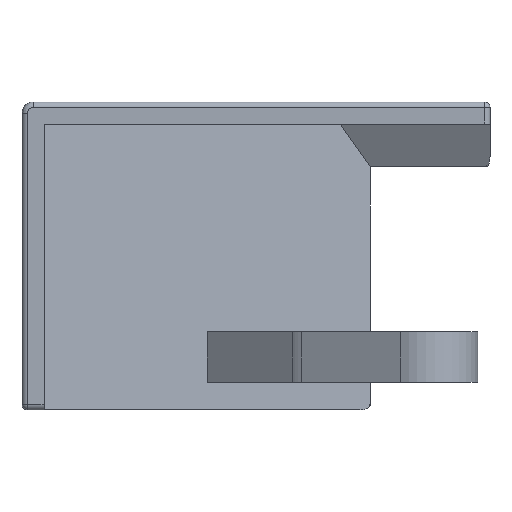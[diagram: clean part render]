
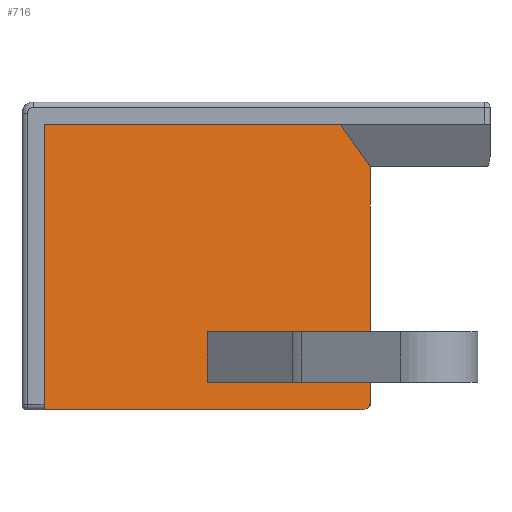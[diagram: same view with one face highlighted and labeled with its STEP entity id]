
A CAD part, left-side view. The second image highlights one B-rep face of the part: STEP entity #716.
In plain terms, the highlighted planar face has unit normal (-0.982, -0.188, 0).
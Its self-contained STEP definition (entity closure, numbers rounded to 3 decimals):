
#36=PLANE('',#811);
#42=ELLIPSE('',#760,0.985,0.5);
#90=FACE_OUTER_BOUND('',#137,.T.);
#137=EDGE_LOOP('',(#632,#633,#634,#635,#636,#637,#638,#639,#640,#641));
#148=LINE('',#1075,#209);
#169=LINE('',#1170,#230);
#174=LINE('',#1200,#235);
#180=LINE('',#1237,#241);
#187=LINE('',#1258,#248);
#196=LINE('',#1280,#257);
#197=LINE('',#1282,#258);
#198=LINE('',#1284,#259);
#199=LINE('',#1285,#260);
#209=VECTOR('',#852,10.);
#230=VECTOR('',#921,10.);
#235=VECTOR('',#948,10.);
#241=VECTOR('',#982,10.);
#248=VECTOR('',#1003,10.);
#257=VECTOR('',#1028,10.);
#258=VECTOR('',#1031,10.);
#259=VECTOR('',#1032,10.);
#260=VECTOR('',#1033,10.);
#308=VERTEX_POINT('',#1072);
#309=VERTEX_POINT('',#1074);
#323=VERTEX_POINT('',#1145);
#324=VERTEX_POINT('',#1146);
#329=VERTEX_POINT('',#1169);
#341=VERTEX_POINT('',#1234);
#342=VERTEX_POINT('',#1236);
#349=VERTEX_POINT('',#1255);
#350=VERTEX_POINT('',#1260);
#355=VERTEX_POINT('',#1283);
#372=EDGE_CURVE('',#308,#309,#148,.F.);
#393=EDGE_CURVE('',#323,#324,#42,.T.);
#405=EDGE_CURVE('',#324,#329,#169,.T.);
#417=EDGE_CURVE('',#329,#308,#174,.F.);
#429=EDGE_CURVE('',#342,#341,#180,.T.);
#440=EDGE_CURVE('',#349,#342,#187,.T.);
#451=EDGE_CURVE('',#350,#349,#196,.T.);
#452=EDGE_CURVE('',#350,#323,#197,.T.);
#453=EDGE_CURVE('',#355,#341,#198,.T.);
#454=EDGE_CURVE('',#309,#355,#199,.T.);
#632=ORIENTED_EDGE('',*,*,#393,.F.);
#633=ORIENTED_EDGE('',*,*,#452,.F.);
#634=ORIENTED_EDGE('',*,*,#451,.T.);
#635=ORIENTED_EDGE('',*,*,#440,.T.);
#636=ORIENTED_EDGE('',*,*,#429,.T.);
#637=ORIENTED_EDGE('',*,*,#453,.F.);
#638=ORIENTED_EDGE('',*,*,#454,.F.);
#639=ORIENTED_EDGE('',*,*,#372,.F.);
#640=ORIENTED_EDGE('',*,*,#417,.F.);
#641=ORIENTED_EDGE('',*,*,#405,.F.);
#716=ADVANCED_FACE('',(#90),#36,.F.);
#760=AXIS2_PLACEMENT_3D('',#1147,#892,#893);
#811=AXIS2_PLACEMENT_3D('',#1281,#1029,#1030);
#852=DIRECTION('',(-0.188,0.982,0.));
#892=DIRECTION('center_axis',(0.982,0.188,0.));
#893=DIRECTION('ref_axis',(0.188,-0.982,0.));
#921=DIRECTION('',(-0.188,0.982,0.));
#948=DIRECTION('',(0.,0.,-1.));
#982=DIRECTION('',(0.188,-0.982,0.));
#1003=DIRECTION('',(0.,0.,1.));
#1028=DIRECTION('',(-0.188,0.982,0.));
#1029=DIRECTION('center_axis',(0.982,0.188,0.));
#1030=DIRECTION('ref_axis',(-0.188,0.982,0.));
#1031=DIRECTION('',(0.,0.,-1.));
#1032=DIRECTION('',(0.,0.,-1.));
#1033=DIRECTION('',(0.109,-0.571,-0.814));
#1072=CARTESIAN_POINT('',(22.173,35.5,-19.));
#1074=CARTESIAN_POINT('',(27.31,8.663,-19.));
#1075=CARTESIAN_POINT('',(29.545,-3.009,-19.));
#1145=CARTESIAN_POINT('',(27.83,5.951,-44.4));
#1146=CARTESIAN_POINT('',(27.645,6.918,-44.9));
#1147=CARTESIAN_POINT('Origin',(27.645,6.918,-44.4));
#1169=CARTESIAN_POINT('',(22.173,35.5,-44.9));
#1170=CARTESIAN_POINT('',(29.545,-3.009,-44.9));
#1200=CARTESIAN_POINT('',(22.173,35.5,-45.));
#1234=CARTESIAN_POINT('',(27.83,5.951,-37.8));
#1236=CARTESIAN_POINT('',(25.002,20.725,-37.8));
#1237=CARTESIAN_POINT('',(28.475,2.579,-37.8));
#1255=CARTESIAN_POINT('',(25.002,20.725,-42.4));
#1258=CARTESIAN_POINT('',(25.002,20.725,-43.7));
#1260=CARTESIAN_POINT('',(27.83,5.951,-42.4));
#1280=CARTESIAN_POINT('',(28.475,2.579,-42.4));
#1281=CARTESIAN_POINT('Origin',(29.861,-4.662,-45.));
#1282=CARTESIAN_POINT('',(27.83,5.951,-31.));
#1283=CARTESIAN_POINT('',(27.83,5.951,-22.87));
#1284=CARTESIAN_POINT('',(27.83,5.951,-31.));
#1285=CARTESIAN_POINT('',(29.754,-4.099,-37.208));
